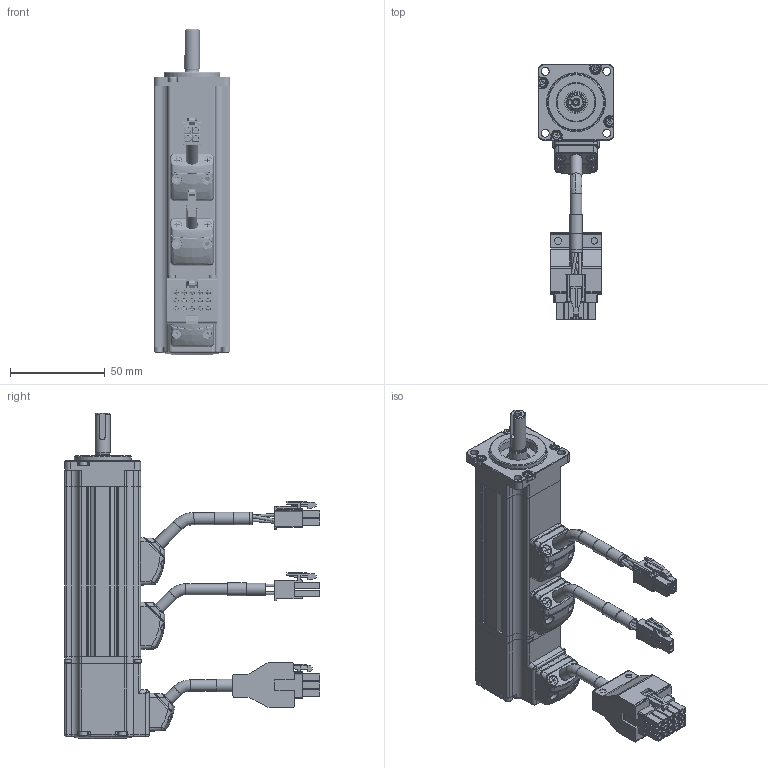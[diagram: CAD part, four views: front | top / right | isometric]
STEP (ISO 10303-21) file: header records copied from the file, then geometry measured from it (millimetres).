
FILE_DESCRIPTION (( 'STEP AP203' ), '1' );
FILE_NAME ('SM0402JE2-KCD-BNV(-A).STEP', '2015-06-25T06:53:37', ( '' ), ( '' ), 'SwSTEP 2.0', 'SolidWorks 2012', '' );
FILE_SCHEMA (( 'CONFIG_CONTROL_DESIGN' ));
Products named in the file (1): SM0402JE2-KCD-BNV(-A)
Bounding box: 40.01 x 134.75 x 171.71 mm (x, y, z)
Volume: 105118.1 mm3; surface area: 99446.4 mm2
Topology: 44 solids, 44 shells, 2925 faces, 7268 edges, 4623 vertices
Faces by surface type: plane 1645, cylinder 611, bspline 281, cone 145, torus 136, sphere 107
Full cylindrical faces by diameter (mm): 0.8 x15, 1.5 x2, 1.6 x9, 1.82 x15, 2 x16, 2.05 x17, 2.1 x6, 2.5 x40, 2.6 x21, 2.7 x8, 2.8 x4, 2.9 x6, 3.2 x1, 3.316 x1, 3.8 x4, 4.2 x4, 4.5 x10, 5 x4, 5.42 x1, 5.5 x1, 5.597 x1, 5.8 x2, 5.997 x1, 6 x7, 6.1 x1, 6.3 x1, 6.318 x3, 6.45 x3, 6.8 x3, 7.6 x3
Entity records: 99236 total; most frequent: CARTESIAN_POINT 34799, ORIENTED_EDGE 13034, DIRECTION 12511, EDGE_CURVE 6517, VERTEX_POINT 4397, AXIS2_PLACEMENT_3D 4213, LINE 4085, VECTOR 4085
